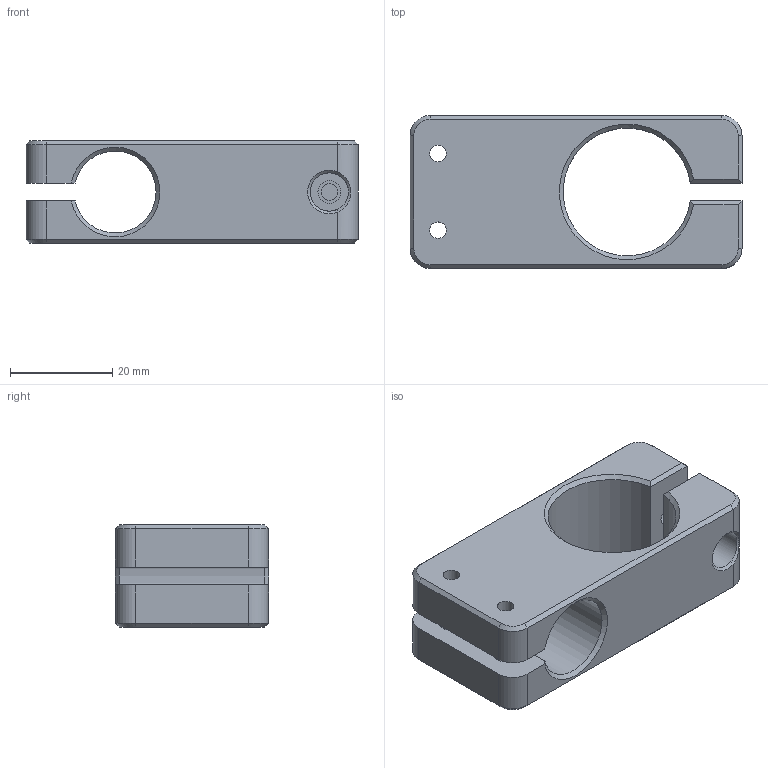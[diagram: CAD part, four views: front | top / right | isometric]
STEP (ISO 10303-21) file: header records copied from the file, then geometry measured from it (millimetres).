
FILE_DESCRIPTION(/* description */ ('Unknown'),/* implementation_level */ '2;1');
FILE_NAME(/* name */ 'Simple LED Mount Post Connector',/* time_stamp */ '2023-06-13T12:40:06+01:00',/* author */ ('Unknown'),/* organization */ ('Unknown'),/* preprocessor_version */ 'ST-DEVELOPER v18.1',/* originating_system */ 'Solid Edge',/* authorisation */ 'Unknown');
FILE_SCHEMA (('AUTOMOTIVE_DESIGN {1 0 10303 214 3 1 1}'));
Length unit declared in the file: millimetre
Products named in the file (1): Simple LED Mount Post Connector
Bounding box: 65 x 30 x 20 mm (x, y, z)
Volume: 19754 mm3; surface area: 10140.2 mm2
Topology: 1 solids, 1 shells, 63 faces, 151 edges, 93 vertices
Faces by surface type: plane 30, cylinder 17, cone 15, bspline 1
Full cylindrical faces by diameter (mm): 3.242 x3, 4.5 x3, 7.5 x3
Entity records: 2236 total; most frequent: CARTESIAN_POINT 362, DIRECTION 297, ORIENTED_EDGE 268, EDGE_CURVE 134, AXIS2_PLACEMENT_3D 112, VERTEX_POINT 87, EDGE_LOOP 87, FACE_BOUND 87
